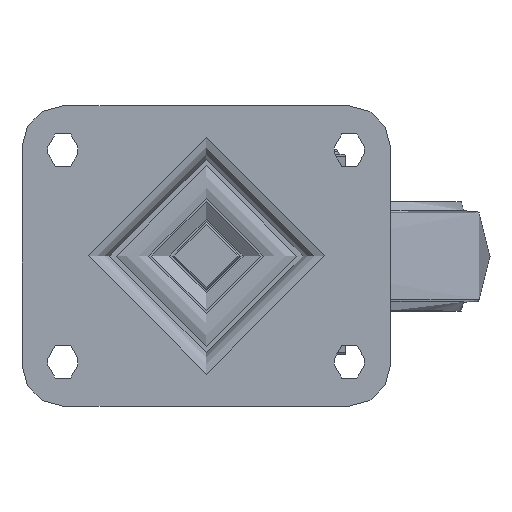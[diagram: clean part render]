
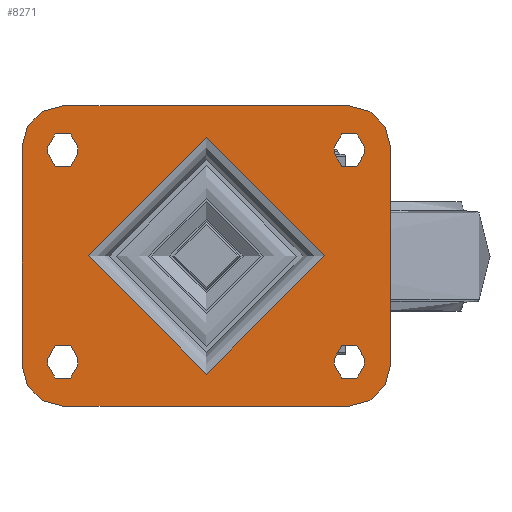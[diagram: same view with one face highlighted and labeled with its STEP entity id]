
A CAD part, top view. The second image highlights one B-rep face of the part: STEP entity #8271.
In plain terms, the highlighted planar face has unit normal (0, 0, 1).
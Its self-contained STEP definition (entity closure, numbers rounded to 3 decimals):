
#516=FACE_BOUND('',#1421,.T.);
#517=FACE_BOUND('',#1422,.T.);
#518=FACE_BOUND('',#1423,.T.);
#519=FACE_BOUND('',#1424,.T.);
#520=FACE_BOUND('',#1425,.T.);
#583=PLANE('',#9003);
#911=FACE_OUTER_BOUND('',#1420,.T.);
#1420=EDGE_LOOP('',(#5755,#5756,#5757,#5758,#5759,#5760,#5761,#5762));
#1421=EDGE_LOOP('',(#5763,#5764,#5765,#5766));
#1422=EDGE_LOOP('',(#5767,#5768,#5769,#5770));
#1423=EDGE_LOOP('',(#5771,#5772,#5773,#5774));
#1424=EDGE_LOOP('',(#5775,#5776,#5777,#5778));
#1425=EDGE_LOOP('',(#5779));
#2001=LINE('',#12308,#2643);
#2002=LINE('',#12312,#2644);
#2003=LINE('',#12316,#2645);
#2004=LINE('',#12319,#2646);
#2005=LINE('',#12322,#2647);
#2006=LINE('',#12326,#2648);
#2007=LINE('',#12330,#2649);
#2008=LINE('',#12334,#2650);
#2009=LINE('',#12338,#2651);
#2010=LINE('',#12342,#2652);
#2011=LINE('',#12346,#2653);
#2012=LINE('',#12350,#2654);
#2643=VECTOR('',#9983,1000.);
#2644=VECTOR('',#9986,1000.);
#2645=VECTOR('',#9989,1000.);
#2646=VECTOR('',#9992,1000.);
#2647=VECTOR('',#9993,1000.);
#2648=VECTOR('',#9996,1000.);
#2649=VECTOR('',#9999,1000.);
#2650=VECTOR('',#10002,1000.);
#2651=VECTOR('',#10005,1000.);
#2652=VECTOR('',#10008,1000.);
#2653=VECTOR('',#10011,1000.);
#2654=VECTOR('',#10014,1000.);
#3286=CIRCLE('',#8972,43.246);
#3309=CIRCLE('',#9004,15.);
#3310=CIRCLE('',#9005,15.);
#3311=CIRCLE('',#9006,15.);
#3312=CIRCLE('',#9007,15.);
#3313=CIRCLE('',#9008,5.5);
#3314=CIRCLE('',#9009,5.5);
#3315=CIRCLE('',#9010,5.5);
#3316=CIRCLE('',#9011,5.5);
#3317=CIRCLE('',#9012,5.5);
#3318=CIRCLE('',#9013,5.5);
#3319=CIRCLE('',#9014,5.5);
#3320=CIRCLE('',#9015,5.5);
#3645=VERTEX_POINT('',#12225);
#3677=VERTEX_POINT('',#12304);
#3678=VERTEX_POINT('',#12305);
#3679=VERTEX_POINT('',#12307);
#3680=VERTEX_POINT('',#12309);
#3681=VERTEX_POINT('',#12311);
#3682=VERTEX_POINT('',#12313);
#3683=VERTEX_POINT('',#12315);
#3684=VERTEX_POINT('',#12317);
#3685=VERTEX_POINT('',#12320);
#3686=VERTEX_POINT('',#12321);
#3687=VERTEX_POINT('',#12323);
#3688=VERTEX_POINT('',#12325);
#3689=VERTEX_POINT('',#12328);
#3690=VERTEX_POINT('',#12329);
#3691=VERTEX_POINT('',#12331);
#3692=VERTEX_POINT('',#12333);
#3693=VERTEX_POINT('',#12336);
#3694=VERTEX_POINT('',#12337);
#3695=VERTEX_POINT('',#12339);
#3696=VERTEX_POINT('',#12341);
#3697=VERTEX_POINT('',#12344);
#3698=VERTEX_POINT('',#12345);
#3699=VERTEX_POINT('',#12347);
#3700=VERTEX_POINT('',#12349);
#4447=EDGE_CURVE('',#3645,#3645,#3286,.T.);
#4484=EDGE_CURVE('',#3677,#3678,#3309,.T.);
#4485=EDGE_CURVE('',#3679,#3678,#2001,.T.);
#4486=EDGE_CURVE('',#3680,#3679,#3310,.T.);
#4487=EDGE_CURVE('',#3681,#3680,#2002,.T.);
#4488=EDGE_CURVE('',#3682,#3681,#3311,.T.);
#4489=EDGE_CURVE('',#3683,#3682,#2003,.T.);
#4490=EDGE_CURVE('',#3683,#3684,#3312,.T.);
#4491=EDGE_CURVE('',#3677,#3684,#2004,.T.);
#4492=EDGE_CURVE('',#3685,#3686,#2005,.T.);
#4493=EDGE_CURVE('',#3686,#3687,#3313,.T.);
#4494=EDGE_CURVE('',#3687,#3688,#2006,.T.);
#4495=EDGE_CURVE('',#3688,#3685,#3314,.T.);
#4496=EDGE_CURVE('',#3689,#3690,#2007,.T.);
#4497=EDGE_CURVE('',#3690,#3691,#3315,.T.);
#4498=EDGE_CURVE('',#3691,#3692,#2008,.T.);
#4499=EDGE_CURVE('',#3692,#3689,#3316,.T.);
#4500=EDGE_CURVE('',#3693,#3694,#2009,.T.);
#4501=EDGE_CURVE('',#3694,#3695,#3317,.T.);
#4502=EDGE_CURVE('',#3695,#3696,#2010,.T.);
#4503=EDGE_CURVE('',#3696,#3693,#3318,.T.);
#4504=EDGE_CURVE('',#3697,#3698,#2011,.T.);
#4505=EDGE_CURVE('',#3698,#3699,#3319,.T.);
#4506=EDGE_CURVE('',#3699,#3700,#2012,.T.);
#4507=EDGE_CURVE('',#3700,#3697,#3320,.T.);
#5755=ORIENTED_EDGE('',*,*,#4484,.T.);
#5756=ORIENTED_EDGE('',*,*,#4485,.F.);
#5757=ORIENTED_EDGE('',*,*,#4486,.F.);
#5758=ORIENTED_EDGE('',*,*,#4487,.F.);
#5759=ORIENTED_EDGE('',*,*,#4488,.F.);
#5760=ORIENTED_EDGE('',*,*,#4489,.F.);
#5761=ORIENTED_EDGE('',*,*,#4490,.T.);
#5762=ORIENTED_EDGE('',*,*,#4491,.F.);
#5763=ORIENTED_EDGE('',*,*,#4492,.T.);
#5764=ORIENTED_EDGE('',*,*,#4493,.T.);
#5765=ORIENTED_EDGE('',*,*,#4494,.T.);
#5766=ORIENTED_EDGE('',*,*,#4495,.T.);
#5767=ORIENTED_EDGE('',*,*,#4496,.T.);
#5768=ORIENTED_EDGE('',*,*,#4497,.T.);
#5769=ORIENTED_EDGE('',*,*,#4498,.T.);
#5770=ORIENTED_EDGE('',*,*,#4499,.T.);
#5771=ORIENTED_EDGE('',*,*,#4500,.T.);
#5772=ORIENTED_EDGE('',*,*,#4501,.T.);
#5773=ORIENTED_EDGE('',*,*,#4502,.T.);
#5774=ORIENTED_EDGE('',*,*,#4503,.T.);
#5775=ORIENTED_EDGE('',*,*,#4504,.T.);
#5776=ORIENTED_EDGE('',*,*,#4505,.T.);
#5777=ORIENTED_EDGE('',*,*,#4506,.T.);
#5778=ORIENTED_EDGE('',*,*,#4507,.T.);
#5779=ORIENTED_EDGE('',*,*,#4447,.F.);
#8271=ADVANCED_FACE('',(#911,#516,#517,#518,#519,#520),#583,.T.);
#8972=AXIS2_PLACEMENT_3D('',#12227,#9903,#9904);
#9003=AXIS2_PLACEMENT_3D('',#12303,#9979,#9980);
#9004=AXIS2_PLACEMENT_3D('',#12306,#9981,#9982);
#9005=AXIS2_PLACEMENT_3D('',#12310,#9984,#9985);
#9006=AXIS2_PLACEMENT_3D('',#12314,#9987,#9988);
#9007=AXIS2_PLACEMENT_3D('',#12318,#9990,#9991);
#9008=AXIS2_PLACEMENT_3D('',#12324,#9994,#9995);
#9009=AXIS2_PLACEMENT_3D('',#12327,#9997,#9998);
#9010=AXIS2_PLACEMENT_3D('',#12332,#10000,#10001);
#9011=AXIS2_PLACEMENT_3D('',#12335,#10003,#10004);
#9012=AXIS2_PLACEMENT_3D('',#12340,#10006,#10007);
#9013=AXIS2_PLACEMENT_3D('',#12343,#10009,#10010);
#9014=AXIS2_PLACEMENT_3D('',#12348,#10012,#10013);
#9015=AXIS2_PLACEMENT_3D('',#12351,#10015,#10016);
#9903=DIRECTION('center_axis',(0.,0.,1.));
#9904=DIRECTION('ref_axis',(-1.,0.,0.));
#9979=DIRECTION('center_axis',(0.,0.,1.));
#9980=DIRECTION('ref_axis',(1.,0.,0.));
#9981=DIRECTION('center_axis',(0.,0.,1.));
#9982=DIRECTION('ref_axis',(-1.,0.,0.));
#9983=DIRECTION('',(-1.,0.,0.));
#9984=DIRECTION('center_axis',(0.,0.,-1.));
#9985=DIRECTION('ref_axis',(1.,0.,0.));
#9986=DIRECTION('',(0.,-1.,0.));
#9987=DIRECTION('center_axis',(0.,0.,-1.));
#9988=DIRECTION('ref_axis',(0.,1.,0.));
#9989=DIRECTION('',(1.,0.,0.));
#9990=DIRECTION('center_axis',(0.,0.,1.));
#9991=DIRECTION('ref_axis',(0.,1.,0.));
#9992=DIRECTION('',(0.,1.,0.));
#9993=DIRECTION('',(0.,-1.,0.));
#9994=DIRECTION('center_axis',(0.,0.,-1.));
#9995=DIRECTION('ref_axis',(1.,0.,0.));
#9996=DIRECTION('',(0.,1.,0.));
#9997=DIRECTION('center_axis',(0.,0.,-1.));
#9998=DIRECTION('ref_axis',(1.,0.,0.));
#9999=DIRECTION('',(0.,1.,0.));
#10000=DIRECTION('center_axis',(0.,0.,-1.));
#10001=DIRECTION('ref_axis',(1.,0.,0.));
#10002=DIRECTION('',(0.,-1.,0.));
#10003=DIRECTION('center_axis',(0.,0.,-1.));
#10004=DIRECTION('ref_axis',(1.,0.,0.));
#10005=DIRECTION('',(0.,-1.,0.));
#10006=DIRECTION('center_axis',(0.,0.,-1.));
#10007=DIRECTION('ref_axis',(-1.,0.,0.));
#10008=DIRECTION('',(0.,1.,0.));
#10009=DIRECTION('center_axis',(0.,0.,-1.));
#10010=DIRECTION('ref_axis',(-1.,0.,0.));
#10011=DIRECTION('',(0.,1.,0.));
#10012=DIRECTION('center_axis',(0.,0.,-1.));
#10013=DIRECTION('ref_axis',(-1.,0.,0.));
#10014=DIRECTION('',(0.,-1.,0.));
#10015=DIRECTION('center_axis',(0.,0.,-1.));
#10016=DIRECTION('ref_axis',(-1.,0.,0.));
#12225=CARTESIAN_POINT('',(43.246,0.,0.));
#12227=CARTESIAN_POINT('Origin',(0.,0.,0.));
#12303=CARTESIAN_POINT('Origin',(0.,0.,0.));
#12304=CARTESIAN_POINT('',(-67.5,-40.,0.));
#12305=CARTESIAN_POINT('',(-52.5,-55.,0.));
#12306=CARTESIAN_POINT('Origin',(-52.5,-40.,0.));
#12307=CARTESIAN_POINT('',(52.5,-55.,0.));
#12308=CARTESIAN_POINT('',(52.5,-55.,0.));
#12309=CARTESIAN_POINT('',(67.5,-40.,0.));
#12310=CARTESIAN_POINT('Origin',(52.5,-40.,0.));
#12311=CARTESIAN_POINT('',(67.5,40.,0.));
#12312=CARTESIAN_POINT('',(67.5,40.,0.));
#12313=CARTESIAN_POINT('',(52.5,55.,0.));
#12314=CARTESIAN_POINT('Origin',(52.5,40.,0.));
#12315=CARTESIAN_POINT('',(-52.5,55.,0.));
#12316=CARTESIAN_POINT('',(-52.5,55.,0.));
#12317=CARTESIAN_POINT('',(-67.5,40.,0.));
#12318=CARTESIAN_POINT('Origin',(-52.5,40.,0.));
#12319=CARTESIAN_POINT('',(-67.5,-40.,0.));
#12320=CARTESIAN_POINT('',(-47.,40.,0.));
#12321=CARTESIAN_POINT('',(-47.,37.5,0.));
#12322=CARTESIAN_POINT('',(-47.,37.5,0.));
#12323=CARTESIAN_POINT('',(-58.,37.5,0.));
#12324=CARTESIAN_POINT('Origin',(-52.5,37.5,0.));
#12325=CARTESIAN_POINT('',(-58.,40.,0.));
#12326=CARTESIAN_POINT('',(-58.,37.5,0.));
#12327=CARTESIAN_POINT('Origin',(-52.5,40.,0.));
#12328=CARTESIAN_POINT('',(-58.,-40.,0.));
#12329=CARTESIAN_POINT('',(-58.,-37.5,0.));
#12330=CARTESIAN_POINT('',(-58.,-37.5,0.));
#12331=CARTESIAN_POINT('',(-47.,-37.5,0.));
#12332=CARTESIAN_POINT('Origin',(-52.5,-37.5,0.));
#12333=CARTESIAN_POINT('',(-47.,-40.,0.));
#12334=CARTESIAN_POINT('',(-47.,-37.5,0.));
#12335=CARTESIAN_POINT('Origin',(-52.5,-40.,0.));
#12336=CARTESIAN_POINT('',(58.,40.,0.));
#12337=CARTESIAN_POINT('',(58.,37.5,0.));
#12338=CARTESIAN_POINT('',(58.,37.5,0.));
#12339=CARTESIAN_POINT('',(47.,37.5,0.));
#12340=CARTESIAN_POINT('Origin',(52.5,37.5,0.));
#12341=CARTESIAN_POINT('',(47.,40.,0.));
#12342=CARTESIAN_POINT('',(47.,37.5,0.));
#12343=CARTESIAN_POINT('Origin',(52.5,40.,0.));
#12344=CARTESIAN_POINT('',(47.,-40.,0.));
#12345=CARTESIAN_POINT('',(47.,-37.5,0.));
#12346=CARTESIAN_POINT('',(47.,-37.5,0.));
#12347=CARTESIAN_POINT('',(58.,-37.5,0.));
#12348=CARTESIAN_POINT('Origin',(52.5,-37.5,0.));
#12349=CARTESIAN_POINT('',(58.,-40.,0.));
#12350=CARTESIAN_POINT('',(58.,-37.5,0.));
#12351=CARTESIAN_POINT('Origin',(52.5,-40.,0.));
